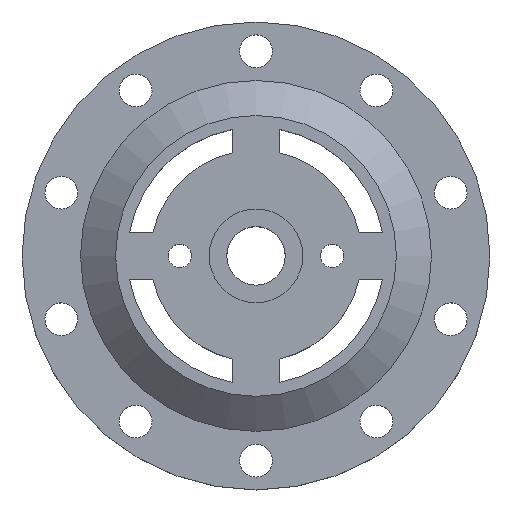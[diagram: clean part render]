
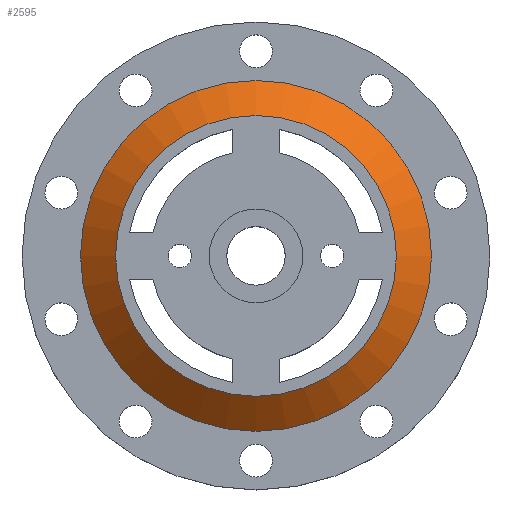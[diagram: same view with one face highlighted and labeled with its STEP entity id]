
A CAD part, top view. The second image highlights one B-rep face of the part: STEP entity #2595.
In plain terms, the highlighted conical face has half-angle 50 degrees and reference radius 15 mm.
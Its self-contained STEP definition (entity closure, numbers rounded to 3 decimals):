
#948 = PLANE('',#949);
#949 = AXIS2_PLACEMENT_3D('',#950,#951,#952);
#950 = CARTESIAN_POINT('',(0.,0.,5.));
#951 = DIRECTION('',(0.,0.,1.));
#952 = DIRECTION('',(-1.,0.,0.));
#1288 = PLANE('',#1289);
#1289 = AXIS2_PLACEMENT_3D('',#1290,#1291,#1292);
#1290 = CARTESIAN_POINT('',(0.,0.,7.517));
#1291 = DIRECTION('',(0.,0.,1.));
#1292 = DIRECTION('',(-1.,0.,0.));
#2446 = EDGE_CURVE('',#2447,#2447,#2449,.T.);
#2447 = VERTEX_POINT('',#2448);
#2448 = CARTESIAN_POINT('',(-15.,0.,5.));
#2449 = SURFACE_CURVE('',#2450,(#2455,#2462),.PCURVE_S1.);
#2450 = CIRCLE('',#2451,15.);
#2451 = AXIS2_PLACEMENT_3D('',#2452,#2453,#2454);
#2452 = CARTESIAN_POINT('',(0.,0.,5.));
#2453 = DIRECTION('',(0.,0.,1.));
#2454 = DIRECTION('',(-1.,0.,0.));
#2455 = PCURVE('',#948,#2456);
#2456 = DEFINITIONAL_REPRESENTATION('',(#2457),#2461);
#2457 = CIRCLE('',#2458,15.);
#2458 = AXIS2_PLACEMENT_2D('',#2459,#2460);
#2459 = CARTESIAN_POINT('',(0.,0.));
#2460 = DIRECTION('',(1.,0.));
#2461 = ( GEOMETRIC_REPRESENTATION_CONTEXT(2) 
PARAMETRIC_REPRESENTATION_CONTEXT() REPRESENTATION_CONTEXT('2D SPACE',''
  ) );
#2462 = PCURVE('',#2463,#2468);
#2463 = CONICAL_SURFACE('',#2464,15.,0.873);
#2464 = AXIS2_PLACEMENT_3D('',#2465,#2466,#2467);
#2465 = CARTESIAN_POINT('',(0.,0.,5.));
#2466 = DIRECTION('',(0.,0.,-1.));
#2467 = DIRECTION('',(-1.,0.,0.));
#2468 = DEFINITIONAL_REPRESENTATION('',(#2469),#2473);
#2469 = LINE('',#2470,#2471);
#2470 = CARTESIAN_POINT('',(-0.,-0.));
#2471 = VECTOR('',#2472,1.);
#2472 = DIRECTION('',(-1.,-0.));
#2473 = ( GEOMETRIC_REPRESENTATION_CONTEXT(2) 
PARAMETRIC_REPRESENTATION_CONTEXT() REPRESENTATION_CONTEXT('2D SPACE',''
  ) );
#2516 = EDGE_CURVE('',#2517,#2517,#2519,.T.);
#2517 = VERTEX_POINT('',#2518);
#2518 = CARTESIAN_POINT('',(-12.,0.,7.517));
#2519 = SURFACE_CURVE('',#2520,(#2525,#2532),.PCURVE_S1.);
#2520 = CIRCLE('',#2521,12.);
#2521 = AXIS2_PLACEMENT_3D('',#2522,#2523,#2524);
#2522 = CARTESIAN_POINT('',(0.,0.,7.517));
#2523 = DIRECTION('',(0.,0.,1.));
#2524 = DIRECTION('',(-1.,0.,0.));
#2525 = PCURVE('',#1288,#2526);
#2526 = DEFINITIONAL_REPRESENTATION('',(#2527),#2531);
#2527 = CIRCLE('',#2528,12.);
#2528 = AXIS2_PLACEMENT_2D('',#2529,#2530);
#2529 = CARTESIAN_POINT('',(0.,0.));
#2530 = DIRECTION('',(1.,0.));
#2531 = ( GEOMETRIC_REPRESENTATION_CONTEXT(2) 
PARAMETRIC_REPRESENTATION_CONTEXT() REPRESENTATION_CONTEXT('2D SPACE',''
  ) );
#2532 = PCURVE('',#2463,#2533);
#2533 = DEFINITIONAL_REPRESENTATION('',(#2534),#2538);
#2534 = LINE('',#2535,#2536);
#2535 = CARTESIAN_POINT('',(-0.,-2.517));
#2536 = VECTOR('',#2537,1.);
#2537 = DIRECTION('',(-1.,-0.));
#2538 = ( GEOMETRIC_REPRESENTATION_CONTEXT(2) 
PARAMETRIC_REPRESENTATION_CONTEXT() REPRESENTATION_CONTEXT('2D SPACE',''
  ) );
#2595 = ADVANCED_FACE('',(#2596),#2463,.T.);
#2596 = FACE_BOUND('',#2597,.T.);
#2597 = EDGE_LOOP('',(#2598,#2599,#2620,#2621));
#2598 = ORIENTED_EDGE('',*,*,#2446,.T.);
#2599 = ORIENTED_EDGE('',*,*,#2600,.T.);
#2600 = EDGE_CURVE('',#2447,#2517,#2601,.T.);
#2601 = SEAM_CURVE('',#2602,(#2606,#2613),.PCURVE_S1.);
#2602 = LINE('',#2603,#2604);
#2603 = CARTESIAN_POINT('',(-15.,0.,5.));
#2604 = VECTOR('',#2605,1.);
#2605 = DIRECTION('',(0.766,0.,0.643)
  );
#2606 = PCURVE('',#2463,#2607);
#2607 = DEFINITIONAL_REPRESENTATION('',(#2608),#2612);
#2608 = LINE('',#2609,#2610);
#2609 = CARTESIAN_POINT('',(-0.,-0.));
#2610 = VECTOR('',#2611,1.);
#2611 = DIRECTION('',(-0.,-1.));
#2612 = ( GEOMETRIC_REPRESENTATION_CONTEXT(2) 
PARAMETRIC_REPRESENTATION_CONTEXT() REPRESENTATION_CONTEXT('2D SPACE',''
  ) );
#2613 = PCURVE('',#2463,#2614);
#2614 = DEFINITIONAL_REPRESENTATION('',(#2615),#2619);
#2615 = LINE('',#2616,#2617);
#2616 = CARTESIAN_POINT('',(-6.283,-0.));
#2617 = VECTOR('',#2618,1.);
#2618 = DIRECTION('',(-0.,-1.));
#2619 = ( GEOMETRIC_REPRESENTATION_CONTEXT(2) 
PARAMETRIC_REPRESENTATION_CONTEXT() REPRESENTATION_CONTEXT('2D SPACE',''
  ) );
#2620 = ORIENTED_EDGE('',*,*,#2516,.F.);
#2621 = ORIENTED_EDGE('',*,*,#2600,.F.);
